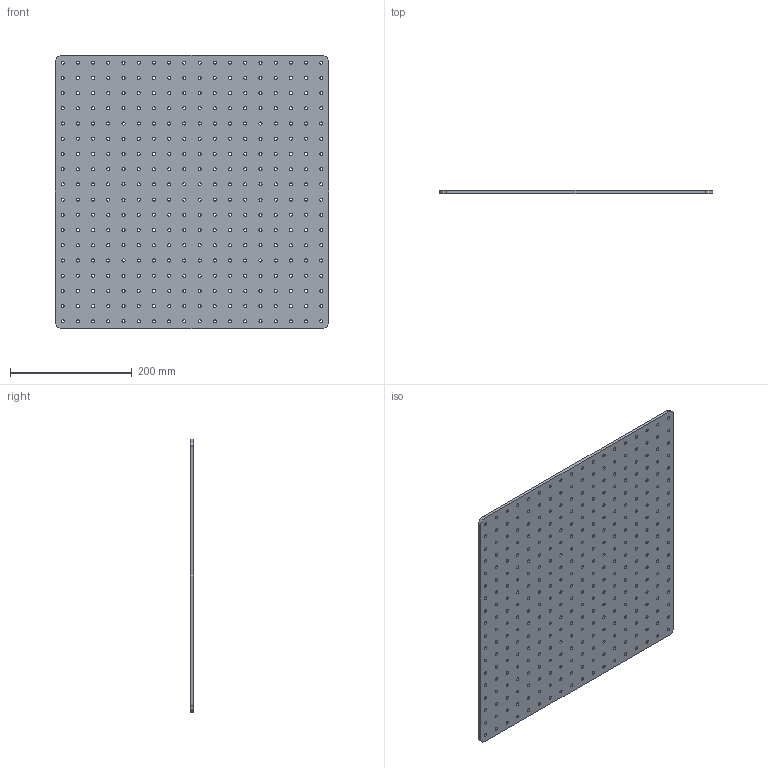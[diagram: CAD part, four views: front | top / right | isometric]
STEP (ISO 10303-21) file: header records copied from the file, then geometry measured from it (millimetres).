
FILE_DESCRIPTION (( 'STEP AP214' ), '1' );
FILE_NAME ('B4545A_top.STEP', '2021-04-15T16:11:08', ( '' ), ( '' ), 'SwSTEP 2.0', 'SolidWorks 2020', '' );
FILE_SCHEMA (( 'AUTOMOTIVE_DESIGN' ));
Length unit declared in the file: millimetre
Products named in the file (1): B4545A_top
Bounding box: 450 x 5 x 450 mm (x, y, z)
Volume: 980020.7 mm3; surface area: 426347.9 mm2
Topology: 1 solids, 1 shells, 334 faces, 996 edges, 664 vertices
Faces by surface type: cylinder 328, plane 6
Full cylindrical faces by diameter (mm): 5 x324
Entity records: 15020 total; most frequent: DIRECTION 1998, CARTESIAN_POINT 1671, ORIENTED_EDGE 1344, EDGE_LOOP 1306, AXIS2_PLACEMENT_3D 991, EDGE_CURVE 672, VERTEX_POINT 664, FACE_OUTER_BOUND 658
